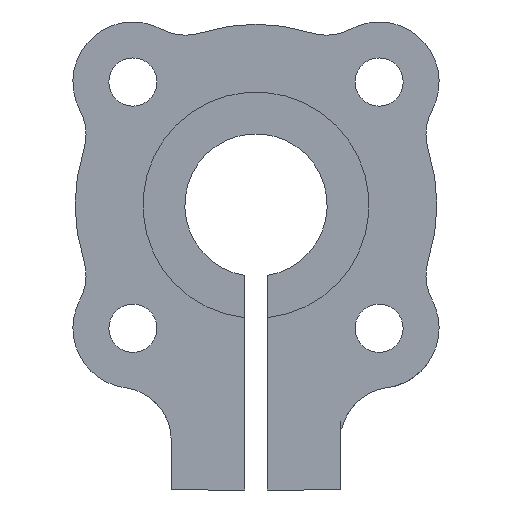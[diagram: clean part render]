
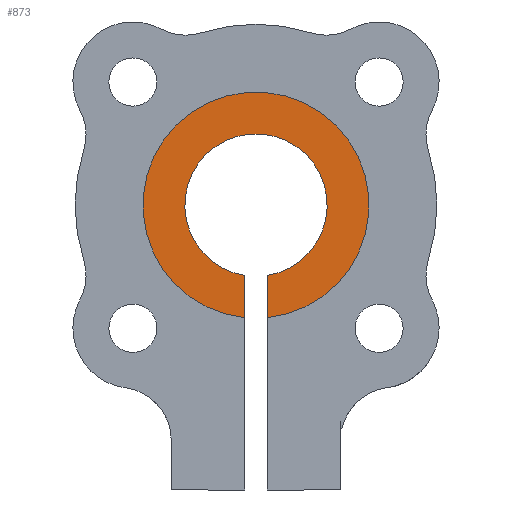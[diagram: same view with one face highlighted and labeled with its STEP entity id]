
A CAD part, front view. The second image highlights one B-rep face of the part: STEP entity #873.
In plain terms, the highlighted planar face has unit normal (0, -1, 0).
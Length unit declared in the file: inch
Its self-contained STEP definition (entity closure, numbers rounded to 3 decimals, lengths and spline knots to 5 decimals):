
#398 = AXIS2_PLACEMENT_3D ( 'NONE', #517, #510, #508 ) ;
#449 = VECTOR ( 'NONE', #622, 39.37008 ) ;
#503 = CARTESIAN_POINT ( 'NONE',  ( -0.025, 0., -0.24875 ) ) ;
#508 = DIRECTION ( 'NONE',  ( 0., 0., 1. ) ) ;
#510 = DIRECTION ( 'NONE',  ( 0., 1., 0. ) ) ;
#517 = CARTESIAN_POINT ( 'NONE',  ( 0., 0., 0. ) ) ;
#518 = PLANE ( 'NONE',  #398 ) ;
#529 = LINE ( 'NONE', #651, #1436 ) ;
#552 = CARTESIAN_POINT ( 'NONE',  ( 0.025, 0., -0.24875 ) ) ;
#571 = ORIENTED_EDGE ( 'NONE', *, *, #777, .T. ) ;
#607 = DIRECTION ( 'NONE',  ( 0., 0., -1. ) ) ;
#608 = DIRECTION ( 'NONE',  ( 0., -1., 0. ) ) ;
#615 = CARTESIAN_POINT ( 'NONE',  ( 0., 0., 0. ) ) ;
#616 = CARTESIAN_POINT ( 'NONE',  ( 0.025, 0., -0.39922 ) ) ;
#622 = DIRECTION ( 'NONE',  ( 0., 0., -1. ) ) ;
#625 = CIRCLE ( 'NONE', #1086, 0.25 ) ;
#637 = DIRECTION ( 'NONE',  ( 0., 0., 1. ) ) ;
#640 = VERTEX_POINT ( 'NONE', #971 ) ;
#651 = CARTESIAN_POINT ( 'NONE',  ( -0.025, 0., -0.39922 ) ) ;
#666 = DIRECTION ( 'NONE',  ( 0., 0., 1. ) ) ;
#667 = DIRECTION ( 'NONE',  ( 0., 1., 0. ) ) ;
#671 = CARTESIAN_POINT ( 'NONE',  ( 0., 0., 0. ) ) ;
#712 = VERTEX_POINT ( 'NONE', #841 ) ;
#750 = EDGE_CURVE ( 'NONE', #906, #1336, #625, .T. ) ;
#777 = EDGE_CURVE ( 'NONE', #906, #640, #529, .T. ) ;
#799 = EDGE_CURVE ( 'NONE', #712, #640, #824, .T. ) ;
#811 = EDGE_LOOP ( 'NONE', ( #571, #1529, #1247, #1335 ) ) ;
#824 = CIRCLE ( 'NONE', #1457, 0.15748 ) ;
#834 = EDGE_CURVE ( 'NONE', #712, #1336, #1404, .T. ) ;
#841 = CARTESIAN_POINT ( 'NONE',  ( 0.025, 0., -0.15548 ) ) ;
#873 = ADVANCED_FACE ( 'NONE', ( #1005 ), #518, .F. ) ;
#906 = VERTEX_POINT ( 'NONE', #503 ) ;
#971 = CARTESIAN_POINT ( 'NONE',  ( -0.025, 0., -0.15548 ) ) ;
#1005 = FACE_OUTER_BOUND ( 'NONE', #811, .T. ) ;
#1086 = AXIS2_PLACEMENT_3D ( 'NONE', #671, #667, #666 ) ;
#1247 = ORIENTED_EDGE ( 'NONE', *, *, #834, .T. ) ;
#1335 = ORIENTED_EDGE ( 'NONE', *, *, #750, .F. ) ;
#1336 = VERTEX_POINT ( 'NONE', #552 ) ;
#1404 = LINE ( 'NONE', #616, #449 ) ;
#1436 = VECTOR ( 'NONE', #637, 39.37008 ) ;
#1457 = AXIS2_PLACEMENT_3D ( 'NONE', #615, #608, #607 ) ;
#1529 = ORIENTED_EDGE ( 'NONE', *, *, #799, .F. ) ;
